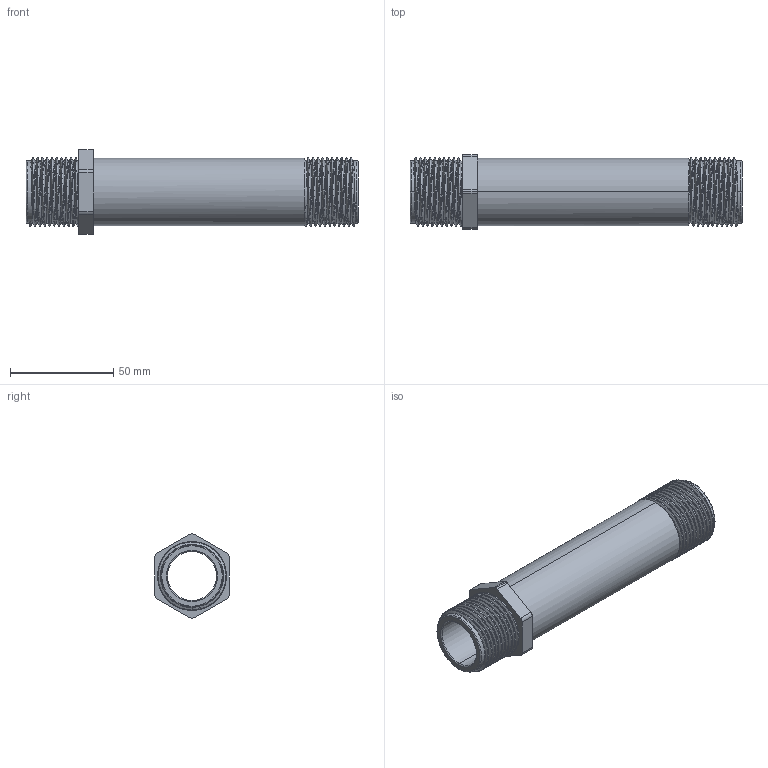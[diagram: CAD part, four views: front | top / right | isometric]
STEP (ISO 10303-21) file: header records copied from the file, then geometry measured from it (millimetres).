
FILE_DESCRIPTION (( 'STEP AP203' ), '1' );
FILE_NAME ('00212_0707.STEP', '2017-05-18T13:16:28', ( '' ), ( '' ), 'SwSTEP 2.0', 'SolidWorks 2011', '' );
FILE_SCHEMA (( 'CONFIG_CONTROL_DESIGN' ));
Length unit declared in the file: millimetre
Products named in the file (1): 00212_0707
Bounding box: 160.9 x 36 x 40.95 mm (x, y, z)
Volume: 64457.1 mm3; surface area: 33086.8 mm2
Topology: 1 solids, 1 shells, 96 faces, 256 edges, 164 vertices
Faces by surface type: cylinder 55, torus 14, plane 13, bspline 10, cone 4
Entity records: 11831 total; most frequent: CARTESIAN_POINT 9672, ORIENTED_EDGE 512, DIRECTION 375, EDGE_CURVE 256, VERTEX_POINT 164, AXIS2_PLACEMENT_3D 148, EDGE_LOOP 100, ADVANCED_FACE 96
